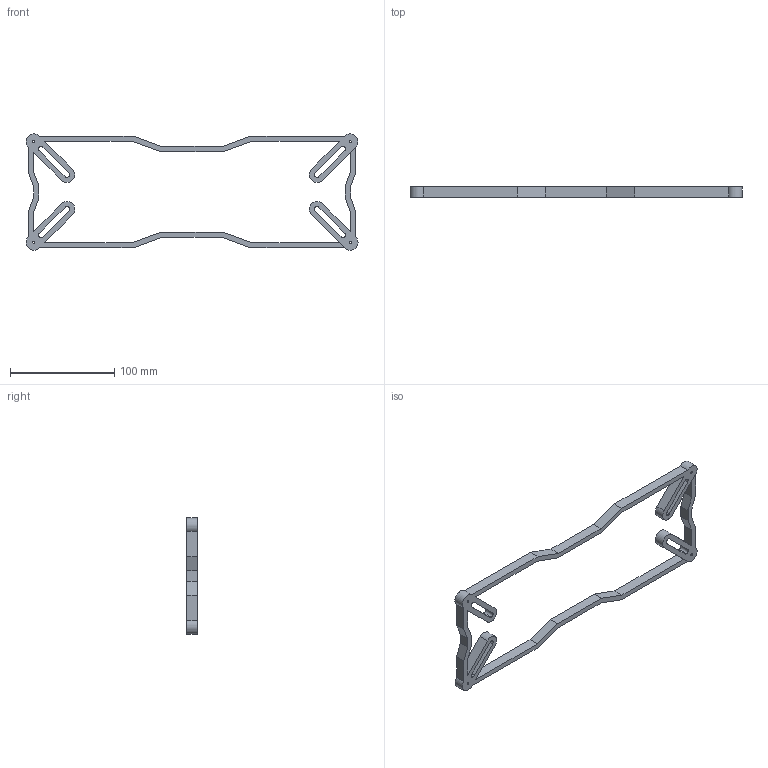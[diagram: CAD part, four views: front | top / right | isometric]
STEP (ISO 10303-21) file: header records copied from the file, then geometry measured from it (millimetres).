
FILE_DESCRIPTION (( 'STEP AP214' ), '1' );
FILE_NAME ('Stowe-Danger-Keyboard_Shell-v2.STEP', '2025-12-24T03:35:14', ( '' ), ( '' ), 'SwSTEP 2.0', 'SolidWorks 2025', '' );
FILE_SCHEMA (( 'AUTOMOTIVE_DESIGN' ));
Length unit declared in the file: millimetre
Products named in the file (1): Stowe-Danger-Keyboard_Shell-v2
Bounding box: 319.02 x 10 x 111.8 mm (x, y, z)
Volume: 63649.6 mm3; surface area: 36608.5 mm2
Topology: 2 solids, 2 shells, 94 faces, 270 edges, 180 vertices
Faces by surface type: plane 62, cylinder 32
Entity records: 3142 total; most frequent: CARTESIAN_POINT 545, ORIENTED_EDGE 540, DIRECTION 524, EDGE_CURVE 270, VECTOR 206, LINE 206, VERTEX_POINT 180, AXIS2_PLACEMENT_3D 159
